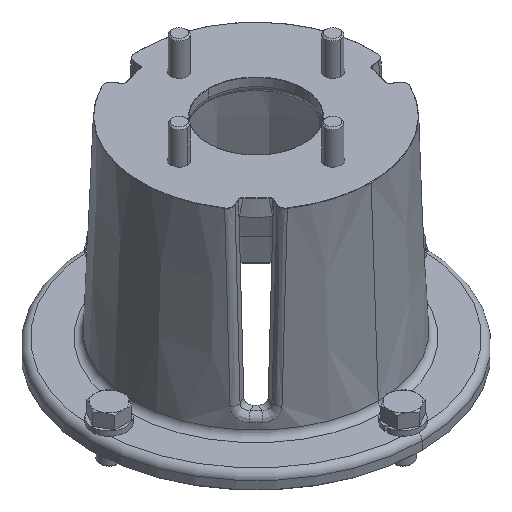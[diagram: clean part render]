
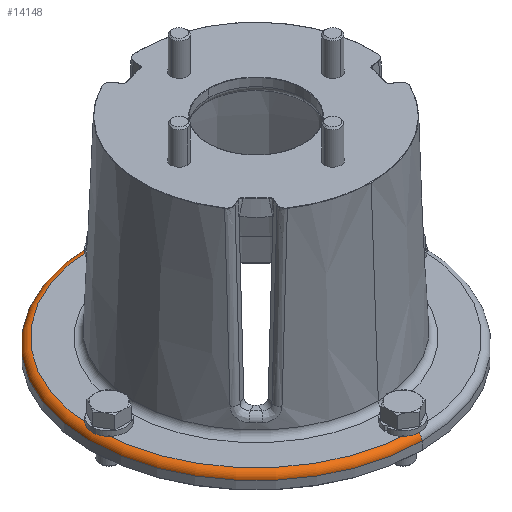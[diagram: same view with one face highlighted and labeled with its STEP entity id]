
A CAD part, isometric view. The second image highlights one B-rep face of the part: STEP entity #14148.
In plain terms, the highlighted toroidal (fillet/blend) face has major radius 81.026 mm and minor radius 3.302 mm.
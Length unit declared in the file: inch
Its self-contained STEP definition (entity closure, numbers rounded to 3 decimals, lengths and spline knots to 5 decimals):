
#217 = EDGE_CURVE ( 'NONE', #1978, #6654, #16426, .T. ) ;
#494 = FACE_OUTER_BOUND ( 'NONE', #12889, .T. ) ;
#695 = DIRECTION ( 'NONE',  ( 0., 0., -1. ) ) ;
#947 = CARTESIAN_POINT ( 'NONE',  ( 0., 3.19, 0.31 ) ) ;
#998 = ORIENTED_EDGE ( 'NONE', *, *, #11796, .T. ) ;
#1022 = DIRECTION ( 'NONE',  ( 0., 0., -1. ) ) ;
#1160 = CIRCLE ( 'NONE', #2087, 3.19 ) ;
#1344 = DIRECTION ( 'NONE',  ( -1., 0., 0. ) ) ;
#1409 = CIRCLE ( 'NONE', #14567, 0.13 ) ;
#1817 = VERTEX_POINT ( 'NONE', #947 ) ;
#1978 = VERTEX_POINT ( 'NONE', #11874 ) ;
#2087 = AXIS2_PLACEMENT_3D ( 'NONE', #11390, #3112, #12782 ) ;
#3112 = DIRECTION ( 'NONE',  ( 0., 0., 1. ) ) ;
#3481 = ORIENTED_EDGE ( 'NONE', *, *, #3773, .F. ) ;
#3773 = EDGE_CURVE ( 'NONE', #6654, #15045, #9825, .T. ) ;
#5353 = AXIS2_PLACEMENT_3D ( 'NONE', #9284, #1022, #10683 ) ;
#6191 = CARTESIAN_POINT ( 'NONE',  ( 0., 0., 0.18 ) ) ;
#6654 = VERTEX_POINT ( 'NONE', #8287 ) ;
#7939 = CARTESIAN_POINT ( 'NONE',  ( 0., -3.19, 0.18 ) ) ;
#8287 = CARTESIAN_POINT ( 'NONE',  ( 0., -3.32, 0.18 ) ) ;
#9284 = CARTESIAN_POINT ( 'NONE',  ( 0., 0., 0.18 ) ) ;
#9337 = DIRECTION ( 'NONE',  ( 0., 1., 0. ) ) ;
#9604 = CARTESIAN_POINT ( 'NONE',  ( 0., 3.19, 0.18 ) ) ;
#9825 = CIRCLE ( 'NONE', #5353, 3.32 ) ;
#10369 = DIRECTION ( 'NONE',  ( 0., 1., 0. ) ) ;
#10683 = DIRECTION ( 'NONE',  ( 0., 1., 0. ) ) ;
#11001 = DIRECTION ( 'NONE',  ( 0., -1., 0. ) ) ;
#11390 = CARTESIAN_POINT ( 'NONE',  ( 0., 0., 0.31 ) ) ;
#11521 = TOROIDAL_SURFACE ( 'NONE', #15875, 3.19, 0.13 ) ;
#11796 = EDGE_CURVE ( 'NONE', #1817, #15045, #1409, .T. ) ;
#11874 = CARTESIAN_POINT ( 'NONE',  ( 0., -3.19, 0.31 ) ) ;
#12324 = CARTESIAN_POINT ( 'NONE',  ( 0., 3.32, 0.18 ) ) ;
#12782 = DIRECTION ( 'NONE',  ( 0., 1., 0. ) ) ;
#12889 = EDGE_LOOP ( 'NONE', ( #15776, #13526, #998, #3481 ) ) ;
#13050 = EDGE_CURVE ( 'NONE', #1817, #1978, #1160, .T. ) ;
#13526 = ORIENTED_EDGE ( 'NONE', *, *, #13050, .F. ) ;
#14148 = ADVANCED_FACE ( 'NONE', ( #494 ), #11521, .T. ) ;
#14567 = AXIS2_PLACEMENT_3D ( 'NONE', #9604, #1344, #11001 ) ;
#15045 = VERTEX_POINT ( 'NONE', #12324 ) ;
#15776 = ORIENTED_EDGE ( 'NONE', *, *, #217, .F. ) ;
#15875 = AXIS2_PLACEMENT_3D ( 'NONE', #6191, #695, #10369 ) ;
#16426 = CIRCLE ( 'NONE', #17510, 0.13 ) ;
#17510 = AXIS2_PLACEMENT_3D ( 'NONE', #7939, #17653, #9337 ) ;
#17653 = DIRECTION ( 'NONE',  ( 1., 0., 0. ) ) ;
